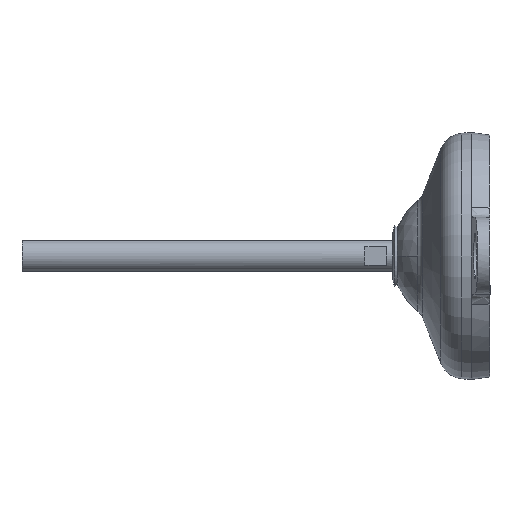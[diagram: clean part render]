
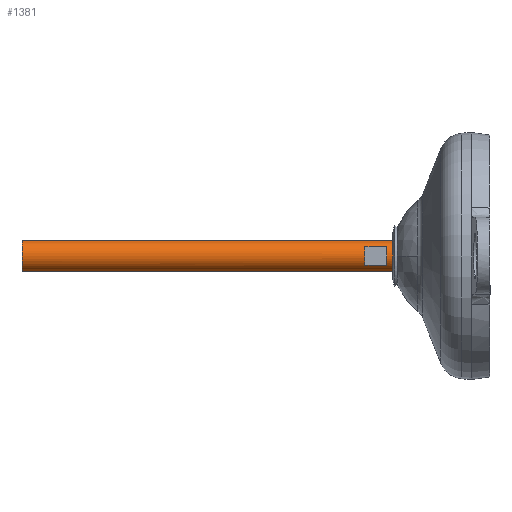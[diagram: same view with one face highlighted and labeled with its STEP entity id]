
A CAD part, left-side view. The second image highlights one B-rep face of the part: STEP entity #1381.
In plain terms, the highlighted cylindrical face has radius 5 mm (diameter 10 mm), a partial arc.
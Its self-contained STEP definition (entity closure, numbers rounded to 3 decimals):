
#25 = CARTESIAN_POINT ( 'NONE',  ( -4., 33.5, 3. ) ) ;
#120 = CIRCLE ( 'NONE', #1070, 5. ) ;
#123 = DIRECTION ( 'NONE',  ( 0., 0., -1. ) ) ;
#134 = CARTESIAN_POINT ( 'NONE',  ( 0., 0., -5. ) ) ;
#141 = ORIENTED_EDGE ( 'NONE', *, *, #746, .T. ) ;
#155 = CARTESIAN_POINT ( 'NONE',  ( 0., 151.5, 5. ) ) ;
#163 = FACE_BOUND ( 'NONE', #404, .T. ) ;
#187 = CARTESIAN_POINT ( 'NONE',  ( 0., 0., 0. ) ) ;
#197 = CARTESIAN_POINT ( 'NONE',  ( -4., 40.5, 3. ) ) ;
#205 = CARTESIAN_POINT ( 'NONE',  ( 0., 33.5, 0. ) ) ;
#214 = ORIENTED_EDGE ( 'NONE', *, *, #220, .F. ) ;
#219 = VECTOR ( 'NONE', #1453, 1000. ) ;
#220 = EDGE_CURVE ( 'NONE', #964, #520, #773, .T. ) ;
#253 = CARTESIAN_POINT ( 'NONE',  ( 0., 0., 5. ) ) ;
#256 = ORIENTED_EDGE ( 'NONE', *, *, #1208, .F. ) ;
#272 = VERTEX_POINT ( 'NONE', #1624 ) ;
#310 = DIRECTION ( 'NONE',  ( 0., -1., 0. ) ) ;
#341 = VERTEX_POINT ( 'NONE', #197 ) ;
#342 = DIRECTION ( 'NONE',  ( 0., 0., -1. ) ) ;
#349 = LINE ( 'NONE', #1533, #1096 ) ;
#357 = CARTESIAN_POINT ( 'NONE',  ( 0., 31.5, 0. ) ) ;
#370 = CARTESIAN_POINT ( 'NONE',  ( -4., 0., 3. ) ) ;
#379 = AXIS2_PLACEMENT_3D ( 'NONE', #205, #1024, #342 ) ;
#386 = CARTESIAN_POINT ( 'NONE',  ( 0., 31.5, 0. ) ) ;
#401 = CARTESIAN_POINT ( 'NONE',  ( -4., 40.5, -3. ) ) ;
#404 = EDGE_LOOP ( 'NONE', ( #141, #507, #1587, #1537 ) ) ;
#430 = AXIS2_PLACEMENT_3D ( 'NONE', #357, #867, #581 ) ;
#457 = CARTESIAN_POINT ( 'NONE',  ( 0., 31.5, 5. ) ) ;
#470 = VERTEX_POINT ( 'NONE', #621 ) ;
#485 = EDGE_LOOP ( 'NONE', ( #214, #547, #775, #985, #256 ) ) ;
#489 = EDGE_CURVE ( 'NONE', #341, #599, #1160, .T. ) ;
#501 = DIRECTION ( 'NONE',  ( 0., -1., 0. ) ) ;
#507 = ORIENTED_EDGE ( 'NONE', *, *, #1009, .T. ) ;
#520 = VERTEX_POINT ( 'NONE', #457 ) ;
#530 = VERTEX_POINT ( 'NONE', #401 ) ;
#538 = EDGE_CURVE ( 'NONE', #582, #470, #1302, .T. ) ;
#547 = ORIENTED_EDGE ( 'NONE', *, *, #1230, .T. ) ;
#581 = DIRECTION ( 'NONE',  ( 0., 0., -1. ) ) ;
#582 = VERTEX_POINT ( 'NONE', #1317 ) ;
#598 = DIRECTION ( 'NONE',  ( 0., -1., 0. ) ) ;
#599 = VERTEX_POINT ( 'NONE', #25 ) ;
#621 = CARTESIAN_POINT ( 'NONE',  ( 0., 31.5, -5. ) ) ;
#681 = AXIS2_PLACEMENT_3D ( 'NONE', #187, #310, #1353 ) ;
#687 = CARTESIAN_POINT ( 'NONE',  ( 0., 40.5, 0. ) ) ;
#722 = EDGE_CURVE ( 'NONE', #599, #787, #1342, .T. ) ;
#746 = EDGE_CURVE ( 'NONE', #787, #530, #349, .T. ) ;
#770 = AXIS2_PLACEMENT_3D ( 'NONE', #687, #806, #1073 ) ;
#773 = LINE ( 'NONE', #253, #1390 ) ;
#775 = ORIENTED_EDGE ( 'NONE', *, *, #538, .T. ) ;
#787 = VERTEX_POINT ( 'NONE', #1516 ) ;
#806 = DIRECTION ( 'NONE',  ( 0., 1., 0. ) ) ;
#867 = DIRECTION ( 'NONE',  ( 0., -1., 0. ) ) ;
#877 = CIRCLE ( 'NONE', #770, 5. ) ;
#894 = DIRECTION ( 'NONE',  ( 0., -1., 0. ) ) ;
#900 = DIRECTION ( 'NONE',  ( 0., -1., 0. ) ) ;
#964 = VERTEX_POINT ( 'NONE', #155 ) ;
#985 = ORIENTED_EDGE ( 'NONE', *, *, #1579, .F. ) ;
#1009 = EDGE_CURVE ( 'NONE', #530, #341, #877, .T. ) ;
#1024 = DIRECTION ( 'NONE',  ( 0., -1., 0. ) ) ;
#1070 = AXIS2_PLACEMENT_3D ( 'NONE', #1145, #598, #1269 ) ;
#1073 = DIRECTION ( 'NONE',  ( 0., 0., 1. ) ) ;
#1096 = VECTOR ( 'NONE', #1155, 1000. ) ;
#1097 = CIRCLE ( 'NONE', #430, 5. ) ;
#1145 = CARTESIAN_POINT ( 'NONE',  ( 0., 151.5, 0. ) ) ;
#1155 = DIRECTION ( 'NONE',  ( 0., 1., 0. ) ) ;
#1160 = LINE ( 'NONE', #370, #1258 ) ;
#1161 = AXIS2_PLACEMENT_3D ( 'NONE', #386, #501, #123 ) ;
#1208 = EDGE_CURVE ( 'NONE', #520, #272, #1097, .T. ) ;
#1230 = EDGE_CURVE ( 'NONE', #964, #582, #120, .T. ) ;
#1258 = VECTOR ( 'NONE', #900, 1000. ) ;
#1269 = DIRECTION ( 'NONE',  ( 0., 0., -1. ) ) ;
#1302 = LINE ( 'NONE', #134, #219 ) ;
#1317 = CARTESIAN_POINT ( 'NONE',  ( 0., 151.5, -5. ) ) ;
#1331 = FACE_OUTER_BOUND ( 'NONE', #485, .T. ) ;
#1342 = CIRCLE ( 'NONE', #379, 5. ) ;
#1353 = DIRECTION ( 'NONE',  ( 0., 0., -1. ) ) ;
#1381 = ADVANCED_FACE ( 'NONE', ( #1331, #163 ), #1602, .T. ) ;
#1390 = VECTOR ( 'NONE', #894, 1000. ) ;
#1453 = DIRECTION ( 'NONE',  ( 0., -1., 0. ) ) ;
#1456 = CIRCLE ( 'NONE', #1161, 5. ) ;
#1516 = CARTESIAN_POINT ( 'NONE',  ( -4., 33.5, -3. ) ) ;
#1533 = CARTESIAN_POINT ( 'NONE',  ( -4., 0., -3. ) ) ;
#1537 = ORIENTED_EDGE ( 'NONE', *, *, #722, .T. ) ;
#1579 = EDGE_CURVE ( 'NONE', #272, #470, #1456, .T. ) ;
#1587 = ORIENTED_EDGE ( 'NONE', *, *, #489, .T. ) ;
#1602 = CYLINDRICAL_SURFACE ( 'NONE', #681, 5. ) ;
#1624 = CARTESIAN_POINT ( 'NONE',  ( -5., 31.5, 0. ) ) ;
